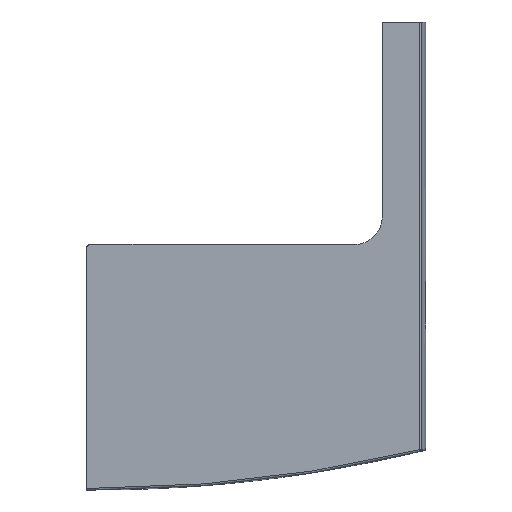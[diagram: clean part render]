
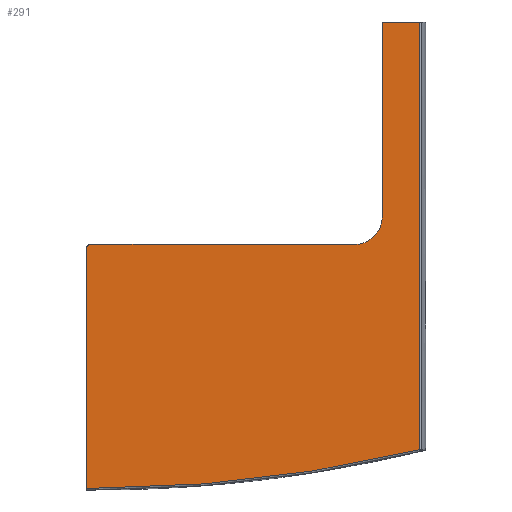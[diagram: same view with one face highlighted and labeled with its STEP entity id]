
A CAD part, left-side view. The second image highlights one B-rep face of the part: STEP entity #291.
In plain terms, the highlighted planar face has unit normal (-1, 0, 0).
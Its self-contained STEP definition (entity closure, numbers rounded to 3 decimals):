
#57 = VECTOR ( 'NONE', #4614, 1000. ) ;
#178 = VERTEX_POINT ( 'NONE', #2744 ) ;
#197 = VERTEX_POINT ( 'NONE', #5406 ) ;
#291 = ADVANCED_FACE ( 'NONE', ( #4757 ), #6867, .T. ) ;
#292 = CARTESIAN_POINT ( 'NONE',  ( -11.9, 15.6, -0.635 ) ) ;
#400 = CARTESIAN_POINT ( 'NONE',  ( -11.9, -5.45, -7.7 ) ) ;
#474 = VERTEX_POINT ( 'NONE', #3098 ) ;
#507 = DIRECTION ( 'NONE',  ( -1., 0., 0. ) ) ;
#534 = VERTEX_POINT ( 'NONE', #5128 ) ;
#578 = CARTESIAN_POINT ( 'NONE',  ( -11.9, 0., 0. ) ) ;
#599 = CARTESIAN_POINT ( 'NONE',  ( -11.9, -34.8, -36.7 ) ) ;
#796 = CARTESIAN_POINT ( 'NONE',  ( -11.9, -8.45, -7.7 ) ) ;
#865 = VECTOR ( 'NONE', #5323, 1000. ) ;
#922 = CARTESIAN_POINT ( 'NONE',  ( -11.9, 15.6, -4.7 ) ) ;
#975 = VECTOR ( 'NONE', #2934, 1000. ) ;
#1187 = VERTEX_POINT ( 'NONE', #2958 ) ;
#1464 = DIRECTION ( 'NONE',  ( 0., 1., 0. ) ) ;
#1579 = ORIENTED_EDGE ( 'NONE', *, *, #6688, .T. ) ;
#1595 = VECTOR ( 'NONE', #3325, 1000. ) ;
#1704 = AXIS2_PLACEMENT_3D ( 'NONE', #2710, #507, #4793 ) ;
#1772 = ORIENTED_EDGE ( 'NONE', *, *, #5392, .F. ) ;
#1890 = CIRCLE ( 'NONE', #3349, 3. ) ;
#1903 = CARTESIAN_POINT ( 'NONE',  ( -11.9, -34.8, -36.7 ) ) ;
#1923 = LINE ( 'NONE', #4676, #57 ) ;
#1963 = EDGE_CURVE ( 'NONE', #474, #1187, #3061, .T. ) ;
#2216 = EDGE_CURVE ( 'NONE', #178, #1187, #5599, .T. ) ;
#2256 = EDGE_CURVE ( 'NONE', #3143, #5693, #3714, .T. ) ;
#2556 = EDGE_CURVE ( 'NONE', #178, #3143, #4921, .T. ) ;
#2567 = DIRECTION ( 'NONE',  ( 0., 0., 1. ) ) ;
#2610 = AXIS2_PLACEMENT_3D ( 'NONE', #578, #4828, #6348 ) ;
#2625 = LINE ( 'NONE', #6857, #865 ) ;
#2710 = CARTESIAN_POINT ( 'NONE',  ( -11.9, 115., -35.7 ) ) ;
#2713 = EDGE_LOOP ( 'NONE', ( #1772, #6872, #4797, #1579, #2818, #3893, #5414, #3875, #4534 ) ) ;
#2744 = CARTESIAN_POINT ( 'NONE',  ( -11.9, -34.8, -36.7 ) ) ;
#2818 = ORIENTED_EDGE ( 'NONE', *, *, #1963, .T. ) ;
#2934 = DIRECTION ( 'NONE',  ( 0., 0., -1. ) ) ;
#2958 = CARTESIAN_POINT ( 'NONE',  ( -11.9, -8.95, -36.7 ) ) ;
#2999 = VECTOR ( 'NONE', #1464, 1000. ) ;
#3061 = CIRCLE ( 'NONE', #5480, 0.5 ) ;
#3098 = CARTESIAN_POINT ( 'NONE',  ( -11.9, -8.45, -36.2 ) ) ;
#3143 = VERTEX_POINT ( 'NONE', #5575 ) ;
#3225 = EDGE_CURVE ( 'NONE', #534, #197, #1890, .T. ) ;
#3325 = DIRECTION ( 'NONE',  ( 0., 0., 1. ) ) ;
#3349 = AXIS2_PLACEMENT_3D ( 'NONE', #400, #6218, #2567 ) ;
#3714 = CIRCLE ( 'NONE', #1704, 149.8 ) ;
#3875 = ORIENTED_EDGE ( 'NONE', *, *, #2256, .T. ) ;
#3893 = ORIENTED_EDGE ( 'NONE', *, *, #2216, .F. ) ;
#3919 = CARTESIAN_POINT ( 'NONE',  ( -11.9, -30.638, -0.635 ) ) ;
#3927 = VERTEX_POINT ( 'NONE', #922 ) ;
#3975 = VERTEX_POINT ( 'NONE', #292 ) ;
#4309 = EDGE_CURVE ( 'NONE', #534, #3927, #1923, .T. ) ;
#4520 = LINE ( 'NONE', #796, #975 ) ;
#4534 = ORIENTED_EDGE ( 'NONE', *, *, #6754, .T. ) ;
#4614 = DIRECTION ( 'NONE',  ( 0., 1., 0. ) ) ;
#4676 = CARTESIAN_POINT ( 'NONE',  ( -11.9, -5.45, -4.7 ) ) ;
#4757 = FACE_OUTER_BOUND ( 'NONE', #2713, .T. ) ;
#4793 = DIRECTION ( 'NONE',  ( 0., -1., 0. ) ) ;
#4797 = ORIENTED_EDGE ( 'NONE', *, *, #3225, .T. ) ;
#4828 = DIRECTION ( 'NONE',  ( -1., 0., 0. ) ) ;
#4921 = LINE ( 'NONE', #599, #1595 ) ;
#5128 = CARTESIAN_POINT ( 'NONE',  ( -11.9, -5.45, -4.7 ) ) ;
#5323 = DIRECTION ( 'NONE',  ( 0., 0., 1. ) ) ;
#5392 = EDGE_CURVE ( 'NONE', #3927, #3975, #2625, .T. ) ;
#5406 = CARTESIAN_POINT ( 'NONE',  ( -11.9, -8.45, -7.7 ) ) ;
#5414 = ORIENTED_EDGE ( 'NONE', *, *, #2556, .T. ) ;
#5480 = AXIS2_PLACEMENT_3D ( 'NONE', #6878, #6392, #5838 ) ;
#5575 = CARTESIAN_POINT ( 'NONE',  ( -11.9, -34.8, -35.7 ) ) ;
#5599 = LINE ( 'NONE', #1903, #5817 ) ;
#5693 = VERTEX_POINT ( 'NONE', #3919 ) ;
#5817 = VECTOR ( 'NONE', #6417, 1000. ) ;
#5838 = DIRECTION ( 'NONE',  ( 0., 1., 0. ) ) ;
#6200 = CARTESIAN_POINT ( 'NONE',  ( -11.9, -30.638, -0.635 ) ) ;
#6218 = DIRECTION ( 'NONE',  ( 1., 0., 0. ) ) ;
#6235 = LINE ( 'NONE', #6200, #2999 ) ;
#6348 = DIRECTION ( 'NONE',  ( 0., -1., 0. ) ) ;
#6392 = DIRECTION ( 'NONE',  ( -1., 0., 0. ) ) ;
#6417 = DIRECTION ( 'NONE',  ( 0., 1., 0. ) ) ;
#6688 = EDGE_CURVE ( 'NONE', #197, #474, #4520, .T. ) ;
#6754 = EDGE_CURVE ( 'NONE', #5693, #3975, #6235, .T. ) ;
#6857 = CARTESIAN_POINT ( 'NONE',  ( -11.9, 15.6, -4.7 ) ) ;
#6867 = PLANE ( 'NONE',  #2610 ) ;
#6872 = ORIENTED_EDGE ( 'NONE', *, *, #4309, .F. ) ;
#6878 = CARTESIAN_POINT ( 'NONE',  ( -11.9, -8.95, -36.2 ) ) ;
